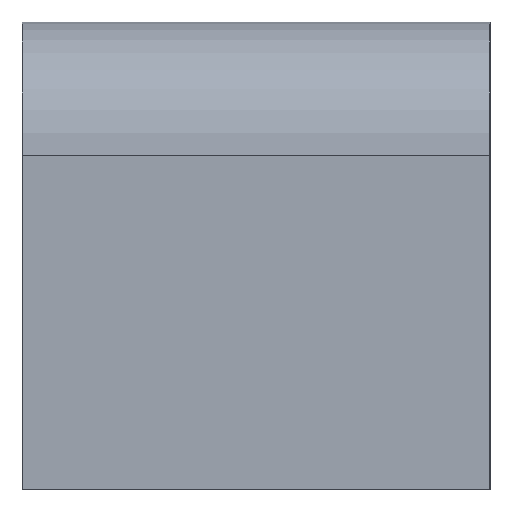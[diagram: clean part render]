
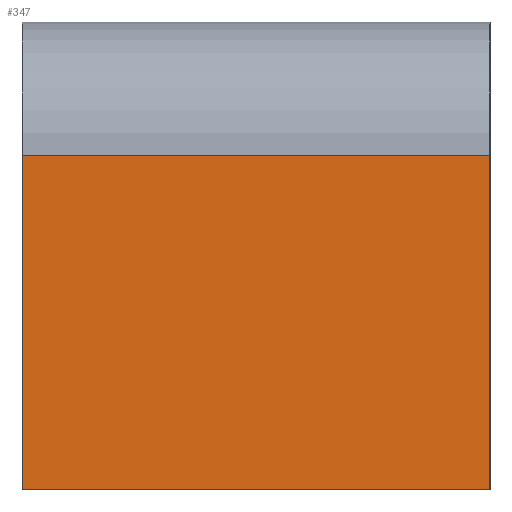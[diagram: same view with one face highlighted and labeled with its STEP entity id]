
A CAD part, left-side view. The second image highlights one B-rep face of the part: STEP entity #347.
In plain terms, the highlighted planar face has unit normal (-1, 0, 0).
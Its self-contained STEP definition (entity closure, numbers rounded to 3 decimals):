
#29=PLANE('',#380);
#45=FACE_OUTER_BOUND('',#62,.T.);
#62=EDGE_LOOP('',(#254,#255,#256,#257));
#80=LINE('',#517,#117);
#81=LINE('',#520,#118);
#89=LINE('',#536,#126);
#90=LINE('',#537,#127);
#117=VECTOR('',#416,10.);
#118=VECTOR('',#419,10.);
#126=VECTOR('',#429,10.);
#127=VECTOR('',#430,10.);
#156=VERTEX_POINT('',#510);
#159=VERTEX_POINT('',#515);
#160=VERTEX_POINT('',#519);
#167=VERTEX_POINT('',#535);
#193=EDGE_CURVE('',#159,#156,#80,.T.);
#194=EDGE_CURVE('',#160,#156,#81,.T.);
#202=EDGE_CURVE('',#167,#159,#89,.T.);
#203=EDGE_CURVE('',#160,#167,#90,.T.);
#254=ORIENTED_EDGE('',*,*,#193,.F.);
#255=ORIENTED_EDGE('',*,*,#202,.F.);
#256=ORIENTED_EDGE('',*,*,#203,.F.);
#257=ORIENTED_EDGE('',*,*,#194,.T.);
#347=ADVANCED_FACE('',(#45),#29,.T.);
#380=AXIS2_PLACEMENT_3D('',#534,#427,#428);
#416=DIRECTION('',(0.,-1.,0.));
#419=DIRECTION('',(0.,0.,1.));
#427=DIRECTION('center_axis',(-1.,0.,0.));
#428=DIRECTION('ref_axis',(0.,-1.,0.));
#429=DIRECTION('',(0.,0.,1.));
#430=DIRECTION('',(0.,1.,0.));
#510=CARTESIAN_POINT('',(-50.,-25.,35.69));
#515=CARTESIAN_POINT('',(-50.,25.,35.69));
#517=CARTESIAN_POINT('',(-50.,12.5,35.69));
#519=CARTESIAN_POINT('',(-50.,-25.,0.));
#520=CARTESIAN_POINT('',(-50.,-25.,0.));
#534=CARTESIAN_POINT('Origin',(-50.,25.,0.));
#535=CARTESIAN_POINT('',(-50.,25.,0.));
#536=CARTESIAN_POINT('',(-50.,25.,0.));
#537=CARTESIAN_POINT('',(-50.,-25.,0.));
